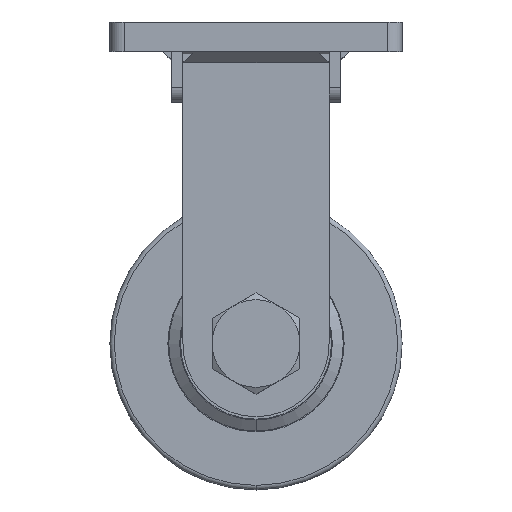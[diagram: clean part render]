
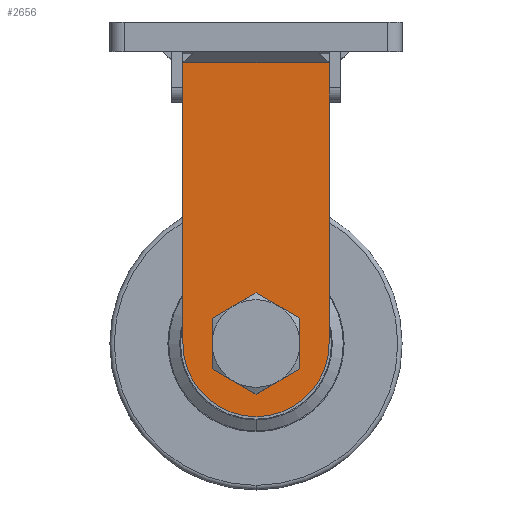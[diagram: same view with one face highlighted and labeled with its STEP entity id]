
A CAD part, top view. The second image highlights one B-rep face of the part: STEP entity #2656.
In plain terms, the highlighted planar face has unit normal (0, 0, 1).
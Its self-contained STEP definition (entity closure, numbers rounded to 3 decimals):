
#13 = EDGE_CURVE ( 'NONE', #2827, #1418, #1801, .T. ) ;
#16 = LINE ( 'NONE', #1548, #610 ) ;
#24 = VECTOR ( 'NONE', #1720, 1000. ) ;
#115 = VERTEX_POINT ( 'NONE', #1856 ) ;
#213 = LINE ( 'NONE', #3308, #3793 ) ;
#287 = ORIENTED_EDGE ( 'NONE', *, *, #2621, .F. ) ;
#424 = ORIENTED_EDGE ( 'NONE', *, *, #445, .T. ) ;
#445 = EDGE_CURVE ( 'NONE', #1418, #115, #213, .T. ) ;
#458 = PLANE ( 'NONE',  #2687 ) ;
#515 = CARTESIAN_POINT ( 'NONE',  ( 0., -220., 64. ) ) ;
#573 = VERTEX_POINT ( 'NONE', #615 ) ;
#610 = VECTOR ( 'NONE', #1306, 1000. ) ;
#615 = CARTESIAN_POINT ( 'NONE',  ( 0., -199.85, 64. ) ) ;
#617 = VERTEX_POINT ( 'NONE', #3004 ) ;
#680 = CARTESIAN_POINT ( 'NONE',  ( -50., -20., 64. ) ) ;
#784 = ORIENTED_EDGE ( 'NONE', *, *, #982, .F. ) ;
#869 = AXIS2_PLACEMENT_3D ( 'NONE', #1039, #3484, #3465 ) ;
#982 = EDGE_CURVE ( 'NONE', #1798, #573, #2470, .T. ) ;
#996 = ORIENTED_EDGE ( 'NONE', *, *, #1400, .T. ) ;
#1039 = CARTESIAN_POINT ( 'NONE',  ( 0., -220., 64. ) ) ;
#1054 = DIRECTION ( 'NONE',  ( 0., 0., 1. ) ) ;
#1126 = FACE_OUTER_BOUND ( 'NONE', #2172, .T. ) ;
#1180 = FACE_BOUND ( 'NONE', #1889, .T. ) ;
#1306 = DIRECTION ( 'NONE',  ( 0., 1., 0. ) ) ;
#1400 = EDGE_CURVE ( 'NONE', #617, #2827, #16, .T. ) ;
#1418 = VERTEX_POINT ( 'NONE', #680 ) ;
#1453 = CARTESIAN_POINT ( 'NONE',  ( 169.5, -20., 64. ) ) ;
#1548 = CARTESIAN_POINT ( 'NONE',  ( 50., 317.768, 64. ) ) ;
#1671 = DIRECTION ( 'NONE',  ( 0., 1., 0. ) ) ;
#1720 = DIRECTION ( 'NONE',  ( -1., 0., 0. ) ) ;
#1798 = VERTEX_POINT ( 'NONE', #2617 ) ;
#1801 = LINE ( 'NONE', #1453, #24 ) ;
#1856 = CARTESIAN_POINT ( 'NONE',  ( -50., -220., 64. ) ) ;
#1889 = EDGE_LOOP ( 'NONE', ( #287, #784 ) ) ;
#2040 = CARTESIAN_POINT ( 'NONE',  ( 50., -20., 64. ) ) ;
#2049 = DIRECTION ( 'NONE',  ( 0., 0., 1. ) ) ;
#2172 = EDGE_LOOP ( 'NONE', ( #424, #3685, #996, #3824 ) ) ;
#2197 = CARTESIAN_POINT ( 'NONE',  ( 0., -220., 64. ) ) ;
#2210 = DIRECTION ( 'NONE',  ( 0., 0., 1. ) ) ;
#2358 = AXIS2_PLACEMENT_3D ( 'NONE', #2197, #2210, #3102 ) ;
#2470 = CIRCLE ( 'NONE', #3769, 20.15 ) ;
#2488 = EDGE_CURVE ( 'NONE', #115, #617, #3113, .T. ) ;
#2617 = CARTESIAN_POINT ( 'NONE',  ( 0., -240.15, 64. ) ) ;
#2621 = EDGE_CURVE ( 'NONE', #573, #1798, #2911, .T. ) ;
#2656 = ADVANCED_FACE ( 'NONE', ( #1180, #1126 ), #458, .T. ) ;
#2687 = AXIS2_PLACEMENT_3D ( 'NONE', #3497, #1054, #1671 ) ;
#2827 = VERTEX_POINT ( 'NONE', #2040 ) ;
#2911 = CIRCLE ( 'NONE', #869, 20.15 ) ;
#2998 = DIRECTION ( 'NONE',  ( 0., -1., 0. ) ) ;
#3004 = CARTESIAN_POINT ( 'NONE',  ( 50., -220., 64. ) ) ;
#3102 = DIRECTION ( 'NONE',  ( 0., 1., 0. ) ) ;
#3113 = CIRCLE ( 'NONE', #2358, 50. ) ;
#3234 = DIRECTION ( 'NONE',  ( 0., 1., 0. ) ) ;
#3308 = CARTESIAN_POINT ( 'NONE',  ( -50., 317.768, 64. ) ) ;
#3465 = DIRECTION ( 'NONE',  ( 0., 1., 0. ) ) ;
#3484 = DIRECTION ( 'NONE',  ( 0., 0., 1. ) ) ;
#3497 = CARTESIAN_POINT ( 'NONE',  ( 169.5, -167.681, 64. ) ) ;
#3685 = ORIENTED_EDGE ( 'NONE', *, *, #2488, .T. ) ;
#3769 = AXIS2_PLACEMENT_3D ( 'NONE', #515, #2049, #3234 ) ;
#3793 = VECTOR ( 'NONE', #2998, 1000. ) ;
#3824 = ORIENTED_EDGE ( 'NONE', *, *, #13, .T. ) ;
